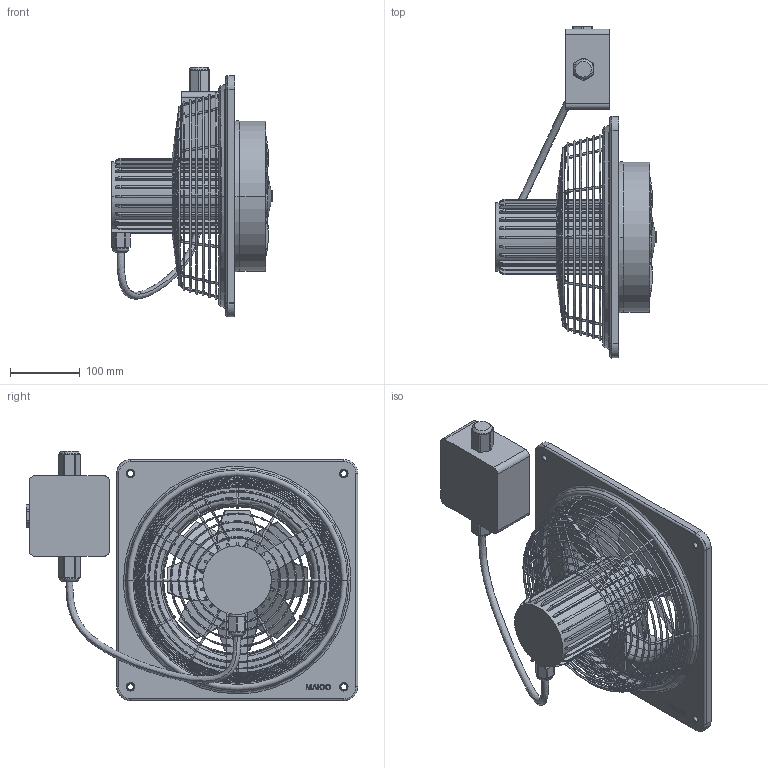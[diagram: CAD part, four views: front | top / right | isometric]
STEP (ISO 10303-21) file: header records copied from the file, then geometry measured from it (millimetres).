
FILE_DESCRIPTION(('Creo Elements/Direct Modeling STEP Export'),'2;1');
FILE_NAME('0083.0170 DZQ 20_4 B Ex e.stp','2021-01-20T13:01:19',(''),(''),'PTC Creo Elements/Direct Modeling STEP processor for AP214 (Solid Model)','PTC Creo Elements/Direct Modeling 19.0C 15-Aug-2015 (C) Parametric Technology GmbH','');
FILE_SCHEMA(('AUTOMOTIVE_DESIGN { 1 0 10303 214 1 1 1 1 }'));
Length unit declared in the file: millimetre
Products named in the file (2): 0083.0170-DZQ-20-4-B-Ex-e
Assembly tree (1 placements, depth 2):
  0083.0170-DZQ-20-4-B-Ex-e
    0083.0170-DZQ-20-4-B-Ex-e
Bounding box: 231.22 x 474.41 x 356.99 mm (x, y, z)
Volume: 2718730.4 mm3; surface area: 690584.7 mm2
Topology: 1 solids, 7 shells, 857 faces, 2501 edges, 1654 vertices
Faces by surface type: plane 421, cylinder 213, torus 167, cone 36, bspline 18, sphere 2
Entity records: 40944 total; most frequent: CARTESIAN_POINT 14626, ORIENTED_EDGE 5002, DIRECTION 3954, EDGE_CURVE 2501, VERTEX_POINT 1676, AXIS2_PLACEMENT_3D 1429, VECTOR 1096, LINE 1096
